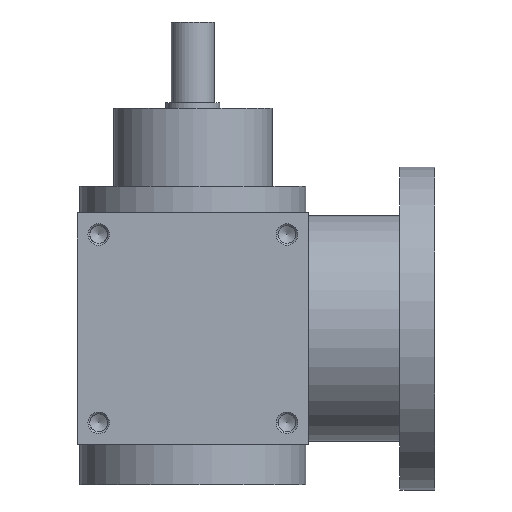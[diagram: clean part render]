
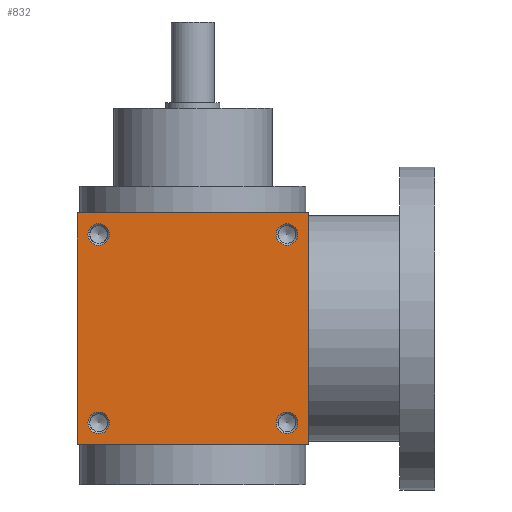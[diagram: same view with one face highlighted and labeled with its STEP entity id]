
A CAD part, front view. The second image highlights one B-rep face of the part: STEP entity #832.
In plain terms, the highlighted planar face has unit normal (0, -1, 0).
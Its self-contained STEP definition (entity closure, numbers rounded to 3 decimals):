
#832 = ADVANCED_FACE( '', ( #1823, #1824, #1825, #1826, #1827 ), #1828, .F. );
#1823 = FACE_BOUND( '', #2808, .T. );
#1824 = FACE_BOUND( '', #2809, .T. );
#1825 = FACE_BOUND( '', #2810, .T. );
#1826 = FACE_BOUND( '', #2811, .T. );
#1827 = FACE_OUTER_BOUND( '', #2812, .T. );
#1828 = PLANE( '', #2813 );
#2808 = EDGE_LOOP( '', ( #4776 ) );
#2809 = EDGE_LOOP( '', ( #4777 ) );
#2810 = EDGE_LOOP( '', ( #4778 ) );
#2811 = EDGE_LOOP( '', ( #4779 ) );
#2812 = EDGE_LOOP( '', ( #4780, #4781, #4782, #4783 ) );
#2813 = AXIS2_PLACEMENT_3D( '', #4784, #4785, #4786 );
#4776 = ORIENTED_EDGE( '', *, *, #5499, .T. );
#4777 = ORIENTED_EDGE( '', *, *, #5378, .T. );
#4778 = ORIENTED_EDGE( '', *, *, #5142, .F. );
#4779 = ORIENTED_EDGE( '', *, *, #5530, .F. );
#4780 = ORIENTED_EDGE( '', *, *, #5557, .T. );
#4781 = ORIENTED_EDGE( '', *, *, #5586, .F. );
#4782 = ORIENTED_EDGE( '', *, *, #4899, .F. );
#4783 = ORIENTED_EDGE( '', *, *, #5170, .T. );
#4784 = CARTESIAN_POINT( '', ( -43., -43., 43. ) );
#4785 = DIRECTION( '', ( 0., 1., 0. ) );
#4786 = DIRECTION( '', ( 0., 0., 1. ) );
#4899 = EDGE_CURVE( '', #5683, #5685, #5686, .T. );
#5142 = EDGE_CURVE( '', #6080, #6080, #6081, .T. );
#5170 = EDGE_CURVE( '', #5683, #6120, #6122, .T. );
#5378 = EDGE_CURVE( '', #6432, #6432, #6433, .T. );
#5499 = EDGE_CURVE( '', #6595, #6595, #6596, .T. );
#5530 = EDGE_CURVE( '', #6630, #6630, #6631, .T. );
#5557 = EDGE_CURVE( '', #6120, #6661, #6663, .T. );
#5586 = EDGE_CURVE( '', #5685, #6661, #6696, .T. );
#5683 = VERTEX_POINT( '', #6798 );
#5685 = VERTEX_POINT( '', #6801 );
#5686 = LINE( '', #6802, #6803 );
#6080 = VERTEX_POINT( '', #7288 );
#6081 = CIRCLE( '', #7289, 4. );
#6120 = VERTEX_POINT( '', #7329 );
#6122 = LINE( '', #7332, #7333 );
#6432 = VERTEX_POINT( '', #7751 );
#6433 = CIRCLE( '', #7752, 4. );
#6595 = VERTEX_POINT( '', #7982 );
#6596 = CIRCLE( '', #7983, 4. );
#6630 = VERTEX_POINT( '', #8025 );
#6631 = CIRCLE( '', #8026, 4. );
#6661 = VERTEX_POINT( '', #8064 );
#6663 = LINE( '', #8067, #8068 );
#6696 = LINE( '', #8107, #8108 );
#6798 = CARTESIAN_POINT( '', ( -43., -43., 43. ) );
#6801 = CARTESIAN_POINT( '', ( 43., -43., 43. ) );
#6802 = CARTESIAN_POINT( '', ( -43., -43., 43. ) );
#6803 = VECTOR( '', #8203, 1000. );
#7288 = CARTESIAN_POINT( '', ( 35., -43., -39. ) );
#7289 = AXIS2_PLACEMENT_3D( '', #8559, #8560, #8561 );
#7329 = CARTESIAN_POINT( '', ( -43., -43., -43. ) );
#7332 = CARTESIAN_POINT( '', ( -43., -43., 43. ) );
#7333 = VECTOR( '', #8609, 1000. );
#7751 = CARTESIAN_POINT( '', ( -35., -43., 39. ) );
#7752 = AXIS2_PLACEMENT_3D( '', #8888, #8889, #8890 );
#7982 = CARTESIAN_POINT( '', ( -35., -43., -31. ) );
#7983 = AXIS2_PLACEMENT_3D( '', #9030, #9031, #9032 );
#8025 = CARTESIAN_POINT( '', ( 35., -43., 31. ) );
#8026 = AXIS2_PLACEMENT_3D( '', #9050, #9051, #9052 );
#8064 = CARTESIAN_POINT( '', ( 43., -43., -43. ) );
#8067 = CARTESIAN_POINT( '', ( -43., -43., -43. ) );
#8068 = VECTOR( '', #9077, 1000. );
#8107 = CARTESIAN_POINT( '', ( 43., -43., 43. ) );
#8108 = VECTOR( '', #9102, 1000. );
#8203 = DIRECTION( '', ( 1., 0., 0. ) );
#8559 = CARTESIAN_POINT( '', ( 35., -43., -35. ) );
#8560 = DIRECTION( '', ( 0., -1., 0. ) );
#8561 = DIRECTION( '', ( 0., 0., -1. ) );
#8609 = DIRECTION( '', ( 0., 0., -1. ) );
#8888 = CARTESIAN_POINT( '', ( -35., -43., 35. ) );
#8889 = DIRECTION( '', ( 0., 1., 0. ) );
#8890 = DIRECTION( '', ( 0., 0., 1. ) );
#9030 = CARTESIAN_POINT( '', ( -35., -43., -35. ) );
#9031 = DIRECTION( '', ( 0., 1., 0. ) );
#9032 = DIRECTION( '', ( 0., 0., 1. ) );
#9050 = CARTESIAN_POINT( '', ( 35., -43., 35. ) );
#9051 = DIRECTION( '', ( 0., -1., 0. ) );
#9052 = DIRECTION( '', ( 0., 0., -1. ) );
#9077 = DIRECTION( '', ( 1., 0., 0. ) );
#9102 = DIRECTION( '', ( 0., 0., -1. ) );
